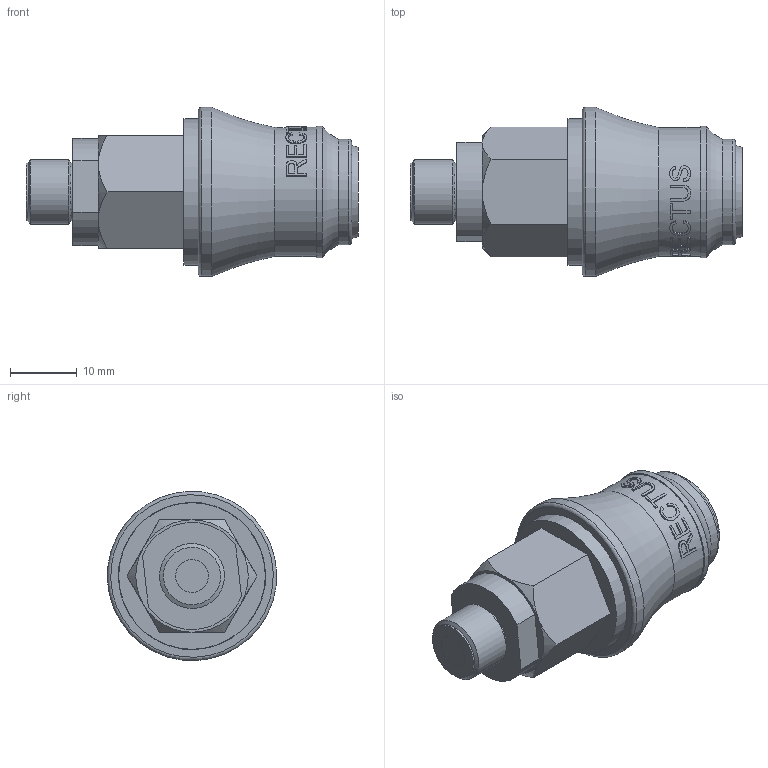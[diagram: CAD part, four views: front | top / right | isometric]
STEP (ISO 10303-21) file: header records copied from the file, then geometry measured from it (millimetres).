
FILE_DESCRIPTION((''),'2;1');
FILE_NAME('21kbaw10fvx.stp','2013-12-05T11:44:49',('IA176480'),(''),'Autodesk Inventor 2013','Autodesk Inventor 2013','');
FILE_SCHEMA(('AUTOMOTIVE_DESIGN { 1 0 10303 214 1 1 1 1 }'));
Length unit declared in the file: millimetre
Products named in the file (1): D108732
Bounding box: 49.6 x 25.27 x 25.27 mm (x, y, z)
Volume: 10675.3 mm3; surface area: 6841.2 mm2
Topology: 1 solids, 4 shells, 234 faces, 587 edges, 383 vertices
Faces by surface type: plane 132, cylinder 42, bspline 34, cone 18, torus 8
Full cylindrical faces by diameter (mm): 4.9 x1, 8.566 x2, 9.728 x1, 10.5 x1, 10.863 x1, 11.1 x1, 11.445 x1, 12.962 x1, 13.15 x2, 13.35 x1, 13.5 x1, 14.15 x1, 15.8 x1, 16.3 x1, 19.3 x1, 19.65 x1, 21.9 x1, 22 x1, 25.3 x1
Entity records: 18124 total; most frequent: CARTESIAN_POINT 12784, ORIENTED_EDGE 1074, DIRECTION 933, EDGE_CURVE 537, VERTEX_POINT 371, AXIS2_PLACEMENT_3D 340, EDGE_LOOP 300, VECTOR 253
